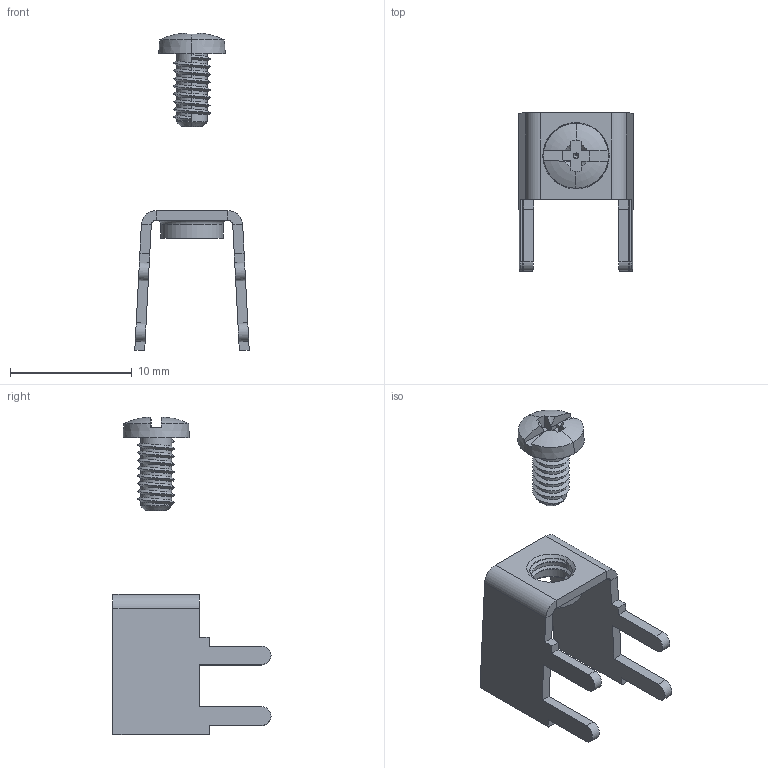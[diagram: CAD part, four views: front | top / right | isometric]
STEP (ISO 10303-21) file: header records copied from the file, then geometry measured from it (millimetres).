
FILE_DESCRIPTION (( 'STEP AP214' ), '1' );
FILE_NAME ('7761.STEP', '2013-05-09T15:46:16', ( 'Richard Maletta' ), ( '' ), 'SwSTEP 2.0', 'SolidWorks 2009', '' );
FILE_SCHEMA (( 'AUTOMOTIVE_DESIGN' ));
Length unit declared in the file: millimetre
Products named in the file (1): 7761
Bounding box: 9.41 x 13 x 26.09 mm (x, y, z)
Volume: 264.7 mm3; surface area: 759.5 mm2
Topology: 2 solids, 2 shells, 125 faces, 318 edges, 199 vertices
Faces by surface type: plane 57, cylinder 42, cone 14, torus 8, bspline 4
Entity records: 5935 total; most frequent: CARTESIAN_POINT 1638, ORIENTED_EDGE 632, DIRECTION 570, EDGE_CURVE 316, VERTEX_POINT 199, AXIS2_PLACEMENT_3D 196, VECTOR 178, LINE 178
